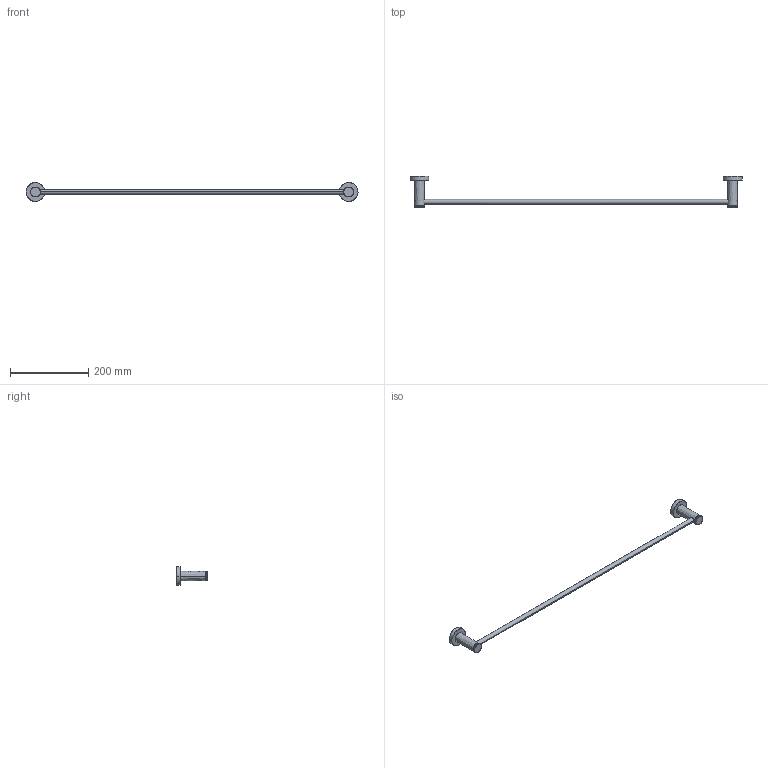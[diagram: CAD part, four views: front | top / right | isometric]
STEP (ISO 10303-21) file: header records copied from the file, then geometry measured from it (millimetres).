
FILE_DESCRIPTION(/* description */ (''),/* implementation_level */ '2;1');
FILE_NAME(/* name */ '0099231000',/* time_stamp */ '2019-01-11T14:27:58+01:00',/* author */ (''),/* organization */ (''),/* preprocessor_version */ 'ST-DEVELOPER v15',/* originating_system */ '',/* authorisation */ '');
FILE_SCHEMA (('AUTOMOTIVE_DESIGN'));
Length unit declared in the file: millimetre
Products named in the file (1): Document
Bounding box: 848 x 80 x 47.95 mm (x, y, z)
Surface area: 51388.1 mm2 (no closed solid volume)
Topology: 0 solids, 15 shells, 24 faces, 69 edges, 49 vertices
Faces by surface type: bspline 24
Entity records: 1719 total; most frequent: CARTESIAN_POINT 1022, B_SPLINE_CURVE_WITH_KNOTS 94, ORIENTED_EDGE 89, PCURVE 89, DEFINITIONAL_REPRESENTATION 89, SURFACE_CURVE 69, EDGE_CURVE 69, VERTEX_POINT 49
